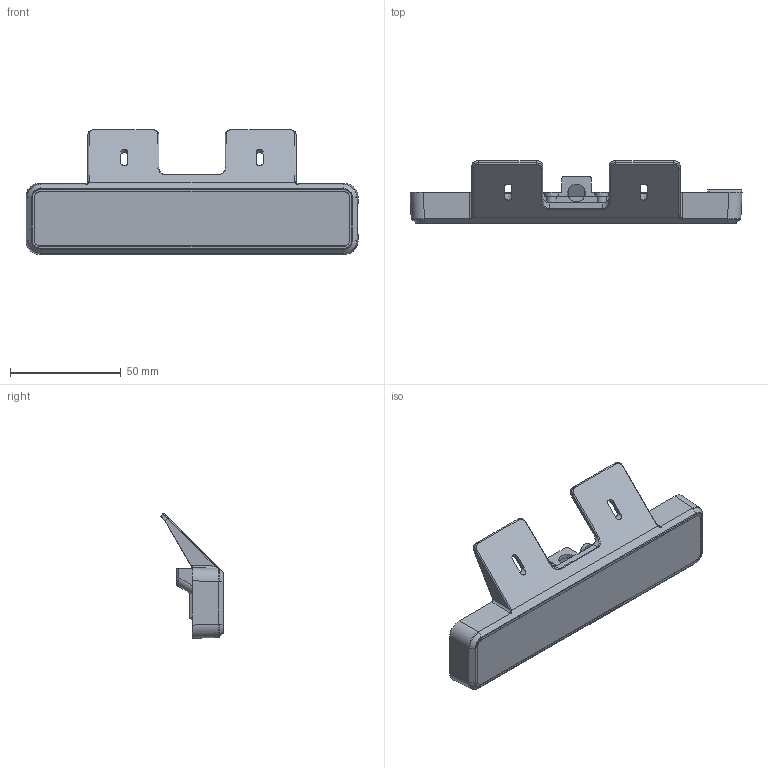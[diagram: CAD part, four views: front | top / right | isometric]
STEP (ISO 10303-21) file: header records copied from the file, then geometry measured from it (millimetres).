
FILE_DESCRIPTION(/* description */ (''),/* implementation_level */ '2;1');
FILE_NAME(/* name */ '6键USB触摸屏开关.stp',/* time_stamp */ '2021-06-28T17:45:57+08:00',/* author */ (''),/* organization */ (''),/* preprocessor_version */ 'ST-DEVELOPER v16',/* originating_system */ 'SIEMENS PLM Software NX 10.0',/* authorisation */ '');
FILE_SCHEMA (('AUTOMOTIVE_DESIGN { 1 0 10303 214 3 1 1 1 }'));
Length unit declared in the file: millimetre
Products named in the file (1): vinc0AE8537Ce22c
Bounding box: 150 x 28.37 x 56.33 mm (x, y, z)
Volume: 40192.8 mm3; surface area: 54273.4 mm2
Topology: 4 solids, 4 shells, 585 faces, 1511 edges, 984 vertices
Faces by surface type: plane 384, cylinder 138, cone 29, bspline 22, torus 6, extrusion 4, revolution 2
Full cylindrical faces by diameter (mm): 1.6 x7, 2 x4, 2.2 x7, 3.6 x4, 4 x10, 4.3 x1, 5.6 x1, 10 x6
Entity records: 19278 total; most frequent: CARTESIAN_POINT 4006, ORIENTED_EDGE 2892, DIRECTION 2860, EDGE_CURVE 1446, VECTOR 1034, LINE 1030, VERTEX_POINT 978, AXIS2_PLACEMENT_3D 912
